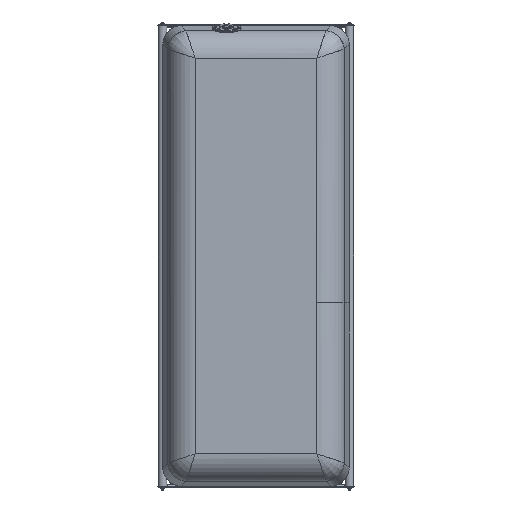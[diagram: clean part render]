
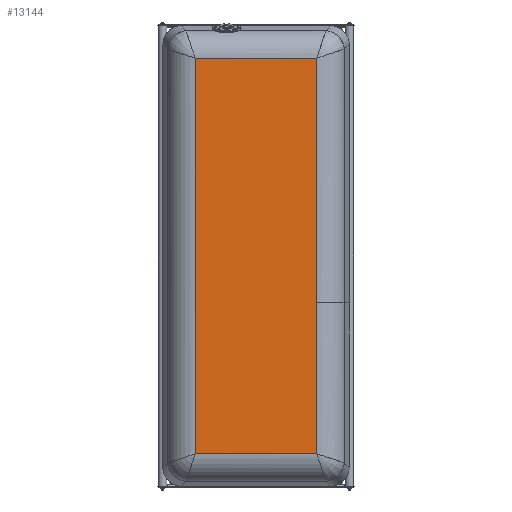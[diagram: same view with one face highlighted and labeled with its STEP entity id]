
A CAD part, front view. The second image highlights one B-rep face of the part: STEP entity #13144.
In plain terms, the highlighted planar face has unit normal (0, -1, 0).
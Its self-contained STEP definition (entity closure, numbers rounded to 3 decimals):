
#13012=CARTESIAN_POINT('',(1042.5,0.0,-320.));
#13013=VERTEX_POINT('',#13012);
#13020=CARTESIAN_POINT('',(-1042.5,0.0,-320.));
#13021=VERTEX_POINT('',#13020);
#13022=CARTESIAN_POINT('',(-1042.5,0.0,-320.));
#13023=DIRECTION('',(1.0,0.0,0.0));
#13024=VECTOR('',#13023,2085.0);
#13025=LINE('',#13022,#13024);
#13026=EDGE_CURVE('',#13021,#13013,#13025,.T.);
#13050=CARTESIAN_POINT('',(1042.5,0.0,320.));
#13051=VERTEX_POINT('',#13050);
#13058=CARTESIAN_POINT('',(1042.5,0.0,-320.));
#13059=DIRECTION('',(0.0,0.0,1.0));
#13060=VECTOR('',#13059,640.0);
#13061=LINE('',#13058,#13060);
#13062=EDGE_CURVE('',#13013,#13051,#13061,.T.);
#13081=CARTESIAN_POINT('',(-1042.5,0.0,320.));
#13082=VERTEX_POINT('',#13081);
#13089=CARTESIAN_POINT('',(1042.5,0.0,320.));
#13090=DIRECTION('',(-1.0,0.0,0.0));
#13091=VECTOR('',#13090,2085.0);
#13092=LINE('',#13089,#13091);
#13093=EDGE_CURVE('',#13051,#13082,#13092,.T.);
#13111=CARTESIAN_POINT('',(-1042.5,0.0,320.));
#13112=DIRECTION('',(0.0,0.0,-1.0));
#13113=VECTOR('',#13112,640.);
#13114=LINE('',#13111,#13113);
#13115=EDGE_CURVE('',#13082,#13021,#13114,.T.);
#13133=CARTESIAN_POINT('',(0.,0.0,0.));
#13134=DIRECTION('',(0.0,1.0,0.0));
#13135=DIRECTION('',(0.0,0.0,1.0));
#13136=AXIS2_PLACEMENT_3D('',#13133,#13134,#13135);
#13137=PLANE('',#13136);
#13138=ORIENTED_EDGE('',*,*,#13115,.T.);
#13139=ORIENTED_EDGE('',*,*,#13026,.T.);
#13140=ORIENTED_EDGE('',*,*,#13062,.T.);
#13141=ORIENTED_EDGE('',*,*,#13093,.T.);
#13142=EDGE_LOOP('',(#13138,#13139,#13140,#13141));
#13143=FACE_OUTER_BOUND('',#13142,.T.);
#13144=ADVANCED_FACE('',(#13143),#13137,.F.);
